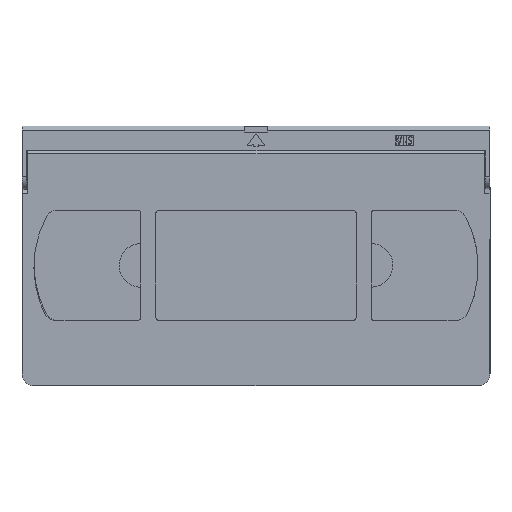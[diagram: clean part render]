
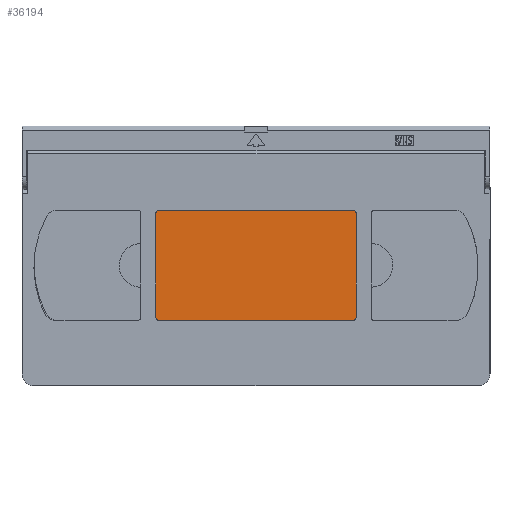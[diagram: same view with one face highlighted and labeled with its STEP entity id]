
A CAD part, top view. The second image highlights one B-rep face of the part: STEP entity #36194.
In plain terms, the highlighted free-form (B-spline) face has degree [1, 1] with [2, 2] control points.
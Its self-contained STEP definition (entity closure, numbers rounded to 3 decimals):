
#36099=CARTESIAN_POINT('F10',(-45.304,
   -32.745,23.432));
#36100=CARTESIAN_POINT('F10',(38.873,-32.745,
   23.432));
#36101=CARTESIAN_POINT('F10',(-45.304,13.547,
   23.432));
#36102=CARTESIAN_POINT('F10',(38.873,13.547,
   23.432));
#36103=B_SPLINE_SURFACE_WITH_KNOTS('F10',1,1,((#36099,#36101),(
   #36100,#36102)),.PLANE_SURF.,.F.,.F.,.U.,(2,2),(2,2),(0.0,
   1.818),(0.0,1.0),.UNSPECIFIED.);
#36104=CARTESIAN_POINT('V35',(-42.03,12.445,
   23.432));
#36105=VERTEX_POINT('V35',#36104);
#36106=CARTESIAN_POINT('V42',(-43.3,11.175,
   23.432));
#36107=VERTEX_POINT('V42',#36106);
#36108=CARTESIAN_POINT('E50',(-42.03,12.445,
   23.432));
#36109=CARTESIAN_POINT('E50',(-43.3,12.445,
   23.432));
#36110=CARTESIAN_POINT('E50',(-43.3,11.175,
   23.432));
#36118=(BOUNDED_CURVE()B_SPLINE_CURVE(2,(#36108,#36109,#36110),
   .CIRCULAR_ARC.,.F.,.U.)CURVE()GEOMETRIC_REPRESENTATION_ITEM()
   QUASI_UNIFORM_CURVE()RATIONAL_B_SPLINE_CURVE((1.0,
   0.707,1.0))REPRESENTATION_ITEM('E50'));
#36119=EDGE_CURVE('E50',#36105,#36107,#36118,.T.);
#36120=ORIENTED_EDGE('E50',*,*,#36119,.F.);
#36121=CARTESIAN_POINT('V36',(35.599,12.445,
   23.432));
#36122=VERTEX_POINT('V36',#36121);
#36123=CARTESIAN_POINT('E36',(35.599,12.445,
   23.432));
#36124=CARTESIAN_POINT('E36',(-42.03,12.445,
   23.432));
#36125=QUASI_UNIFORM_CURVE('E36',1,(#36123,#36124),.POLYLINE_FORM.,
   .F.,.U.);
#36126=EDGE_CURVE('E36',#36122,#36105,#36125,.T.);
#36127=ORIENTED_EDGE('E36',*,*,#36126,.F.);
#36128=CARTESIAN_POINT('V37',(36.869,11.175,
   23.432));
#36129=VERTEX_POINT('V37',#36128);
#36130=CARTESIAN_POINT('E38',(36.869,11.175,
   23.432));
#36131=CARTESIAN_POINT('E38',(36.869,12.445,
   23.432));
#36132=CARTESIAN_POINT('E38',(35.599,12.445,
   23.432));
#36140=(BOUNDED_CURVE()B_SPLINE_CURVE(2,(#36130,#36131,#36132),
   .CIRCULAR_ARC.,.F.,.U.)CURVE()GEOMETRIC_REPRESENTATION_ITEM()
   QUASI_UNIFORM_CURVE()RATIONAL_B_SPLINE_CURVE((1.0,
   0.707,1.0))REPRESENTATION_ITEM('E38'));
#36141=EDGE_CURVE('E38',#36129,#36122,#36140,.T.);
#36142=ORIENTED_EDGE('E38',*,*,#36141,.F.);
#36143=CARTESIAN_POINT('V38',(36.869,-30.373,
   23.432));
#36144=VERTEX_POINT('V38',#36143);
#36145=CARTESIAN_POINT('E40',(36.869,-30.373,
   23.432));
#36146=CARTESIAN_POINT('E40',(36.869,11.175,
   23.432));
#36147=QUASI_UNIFORM_CURVE('E40',1,(#36145,#36146),.POLYLINE_FORM.,
   .F.,.U.);
#36148=EDGE_CURVE('E40',#36144,#36129,#36147,.T.);
#36149=ORIENTED_EDGE('E40',*,*,#36148,.F.);
#36150=CARTESIAN_POINT('V39',(35.599,-31.643,
   23.432));
#36151=VERTEX_POINT('V39',#36150);
#36152=CARTESIAN_POINT('E42',(35.599,-31.643,
   23.432));
#36153=CARTESIAN_POINT('E42',(36.869,-31.643,
   23.432));
#36154=CARTESIAN_POINT('E42',(36.869,-30.373,
   23.432));
#36162=(BOUNDED_CURVE()B_SPLINE_CURVE(2,(#36152,#36153,#36154),
   .CIRCULAR_ARC.,.F.,.U.)CURVE()GEOMETRIC_REPRESENTATION_ITEM()
   QUASI_UNIFORM_CURVE()RATIONAL_B_SPLINE_CURVE((1.0,
   0.707,1.0))REPRESENTATION_ITEM('E42'));
#36163=EDGE_CURVE('E42',#36151,#36144,#36162,.T.);
#36164=ORIENTED_EDGE('E42',*,*,#36163,.F.);
#36165=CARTESIAN_POINT('V40',(-42.03,
   -31.643,23.432));
#36166=VERTEX_POINT('V40',#36165);
#36167=CARTESIAN_POINT('E44',(-42.03,
   -31.643,23.432));
#36168=CARTESIAN_POINT('E44',(35.599,-31.643,
   23.432));
#36169=QUASI_UNIFORM_CURVE('E44',1,(#36167,#36168),.POLYLINE_FORM.,
   .F.,.U.);
#36170=EDGE_CURVE('E44',#36166,#36151,#36169,.T.);
#36171=ORIENTED_EDGE('E44',*,*,#36170,.F.);
#36172=CARTESIAN_POINT('V41',(-43.3,
   -30.373,23.432));
#36173=VERTEX_POINT('V41',#36172);
#36174=CARTESIAN_POINT('E46',(-43.3,
   -30.373,23.432));
#36175=CARTESIAN_POINT('E46',(-43.3,
   -31.643,23.432));
#36176=CARTESIAN_POINT('E46',(-42.03,
   -31.643,23.432));
#36184=(BOUNDED_CURVE()B_SPLINE_CURVE(2,(#36174,#36175,#36176),
   .CIRCULAR_ARC.,.F.,.U.)CURVE()GEOMETRIC_REPRESENTATION_ITEM()
   QUASI_UNIFORM_CURVE()RATIONAL_B_SPLINE_CURVE((1.0,
   0.707,1.0))REPRESENTATION_ITEM('E46'));
#36185=EDGE_CURVE('E46',#36173,#36166,#36184,.T.);
#36186=ORIENTED_EDGE('E46',*,*,#36185,.F.);
#36187=CARTESIAN_POINT('E48',(-43.3,11.175,
   23.432));
#36188=CARTESIAN_POINT('E48',(-43.3,
   -30.373,23.432));
#36189=QUASI_UNIFORM_CURVE('E48',1,(#36187,#36188),.POLYLINE_FORM.,
   .F.,.U.);
#36190=EDGE_CURVE('E48',#36107,#36173,#36189,.T.);
#36191=ORIENTED_EDGE('E48',*,*,#36190,.F.);
#36192=EDGE_LOOP('F10',(#36120,#36127,#36142,#36149,#36164,#36171,
   #36186,#36191));
#36193=FACE_OUTER_BOUND('F10',#36192,.F.);
#36194=ADVANCED_FACE('F10',(#36193),#36103,.T.);
